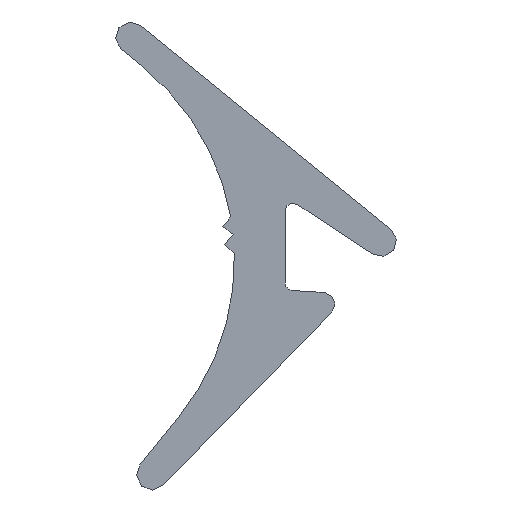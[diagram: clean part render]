
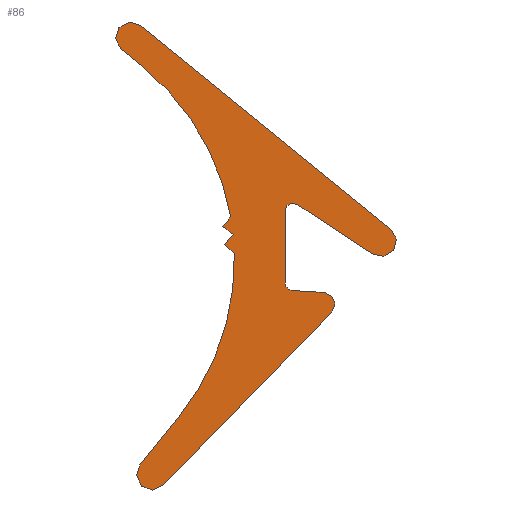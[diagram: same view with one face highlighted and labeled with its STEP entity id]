
A CAD part, left-side view. The second image highlights one B-rep face of the part: STEP entity #86.
In plain terms, the highlighted planar face has unit normal (-1, 0, 0).
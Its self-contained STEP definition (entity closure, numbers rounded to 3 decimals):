
#86=ADVANCED_FACE('',(#166),#167,.T.);
#166=FACE_OUTER_BOUND('',#237,.T.);
#167=PLANE('',#238);
#237=EDGE_LOOP('',(#417,#418,#419,#420,#421,#422,#423,#424,#425,#426,#427,#428,#429,#430,#431,#432,#433,#434,#435));
#238=AXIS2_PLACEMENT_3D('',#436,#437,#438);
#417=ORIENTED_EDGE('',*,*,#515,.T.);
#418=ORIENTED_EDGE('',*,*,#443,.T.);
#419=ORIENTED_EDGE('',*,*,#448,.F.);
#420=ORIENTED_EDGE('',*,*,#452,.T.);
#421=ORIENTED_EDGE('',*,*,#456,.T.);
#422=ORIENTED_EDGE('',*,*,#460,.T.);
#423=ORIENTED_EDGE('',*,*,#464,.T.);
#424=ORIENTED_EDGE('',*,*,#468,.F.);
#425=ORIENTED_EDGE('',*,*,#472,.T.);
#426=ORIENTED_EDGE('',*,*,#476,.T.);
#427=ORIENTED_EDGE('',*,*,#480,.T.);
#428=ORIENTED_EDGE('',*,*,#484,.T.);
#429=ORIENTED_EDGE('',*,*,#488,.T.);
#430=ORIENTED_EDGE('',*,*,#492,.F.);
#431=ORIENTED_EDGE('',*,*,#496,.T.);
#432=ORIENTED_EDGE('',*,*,#500,.F.);
#433=ORIENTED_EDGE('',*,*,#504,.T.);
#434=ORIENTED_EDGE('',*,*,#508,.T.);
#435=ORIENTED_EDGE('',*,*,#512,.T.);
#436=CARTESIAN_POINT('',(0.0,-2.948,-1.059));
#437=DIRECTION('',(-1.0,0.0,0.0));
#438=DIRECTION('',(0.0,-1.0,0.0));
#443=EDGE_CURVE('',#525,#523,#526,.T.);
#448=EDGE_CURVE('',#531,#523,#533,.T.);
#452=EDGE_CURVE('',#531,#537,#539,.T.);
#456=EDGE_CURVE('',#537,#543,#545,.T.);
#460=EDGE_CURVE('',#543,#549,#551,.T.);
#464=EDGE_CURVE('',#549,#555,#557,.T.);
#468=EDGE_CURVE('',#561,#555,#563,.T.);
#472=EDGE_CURVE('',#561,#567,#569,.T.);
#476=EDGE_CURVE('',#567,#573,#575,.T.);
#480=EDGE_CURVE('',#573,#579,#581,.T.);
#484=EDGE_CURVE('',#579,#585,#587,.T.);
#488=EDGE_CURVE('',#585,#591,#593,.T.);
#492=EDGE_CURVE('',#597,#591,#599,.T.);
#496=EDGE_CURVE('',#597,#603,#605,.T.);
#500=EDGE_CURVE('',#609,#603,#611,.T.);
#504=EDGE_CURVE('',#609,#615,#617,.T.);
#508=EDGE_CURVE('',#615,#621,#623,.T.);
#512=EDGE_CURVE('',#621,#627,#629,.T.);
#515=EDGE_CURVE('',#627,#525,#632,.T.);
#523=VERTEX_POINT('',#641);
#525=VERTEX_POINT('',#644);
#526=LINE('',#645,#646);
#531=VERTEX_POINT('',#652);
#533=CIRCLE('',#655,6.5);
#537=VERTEX_POINT('',#660);
#539=LINE('',#663,#664);
#543=VERTEX_POINT('',#669);
#545=LINE('',#672,#673);
#549=VERTEX_POINT('',#678);
#551=LINE('',#681,#682);
#555=VERTEX_POINT('',#687);
#557=LINE('',#690,#691);
#561=VERTEX_POINT('',#695);
#563=CIRCLE('',#698,6.5);
#567=VERTEX_POINT('',#703);
#569=LINE('',#706,#707);
#573=VERTEX_POINT('',#711);
#575=CIRCLE('',#714,0.4);
#579=VERTEX_POINT('',#719);
#581=LINE('',#722,#723);
#585=VERTEX_POINT('',#727);
#587=CIRCLE('',#730,0.3);
#591=VERTEX_POINT('',#735);
#593=LINE('',#738,#739);
#597=VERTEX_POINT('',#743);
#599=CIRCLE('',#746,0.2);
#603=VERTEX_POINT('',#751);
#605=LINE('',#754,#755);
#609=VERTEX_POINT('',#759);
#611=CIRCLE('',#762,0.2);
#615=VERTEX_POINT('',#767);
#617=LINE('',#770,#771);
#621=VERTEX_POINT('',#775);
#623=CIRCLE('',#778,0.4);
#627=VERTEX_POINT('',#783);
#629=LINE('',#786,#787);
#632=CIRCLE('',#790,0.4);
#641=CARTESIAN_POINT('',(0.0,-0.338,3.681));
#644=CARTESIAN_POINT('',(0.0,0.214,4.13));
#645=CARTESIAN_POINT('',(0.0,0.214,4.13));
#646=VECTOR('',#796,1.0);
#652=CARTESIAN_POINT('',(0.0,-2.635,-0.235));
#655=AXIS2_PLACEMENT_3D('',#802,#803,#804);
#660=CARTESIAN_POINT('',(0.0,-2.434,-0.475));
#663=CARTESIAN_POINT('',(0.0,-2.635,-0.235));
#664=VECTOR('',#807,1.0);
#669=CARTESIAN_POINT('',(0.0,-2.7,-0.698));
#672=CARTESIAN_POINT('',(0.0,-2.434,-0.475));
#673=VECTOR('',#810,1.0);
#678=CARTESIAN_POINT('',(0.0,-2.477,-0.963));
#681=CARTESIAN_POINT('',(0.0,-2.7,-0.698));
#682=VECTOR('',#813,1.0);
#687=CARTESIAN_POINT('',(0.0,-2.731,-1.176));
#690=CARTESIAN_POINT('',(0.0,-2.477,-0.963));
#691=VECTOR('',#816,1.0);
#695=CARTESIAN_POINT('',(0.0,-1.273,-5.464));
#698=AXIS2_PLACEMENT_3D('',#821,#822,#823);
#703=CARTESIAN_POINT('',(0.0,-0.276,-6.689));
#706=CARTESIAN_POINT('',(0.0,-1.273,-5.464));
#707=VECTOR('',#826,1.0);
#711=CARTESIAN_POINT('',(0.0,-0.873,-7.22));
#714=AXIS2_PLACEMENT_3D('',#831,#832,#833);
#719=CARTESIAN_POINT('',(0.0,-5.266,-2.709));
#722=CARTESIAN_POINT('',(0.0,-0.873,-7.22));
#723=VECTOR('',#836,1.0);
#727=CARTESIAN_POINT('',(0.0,-5.069,-2.2));
#730=AXIS2_PLACEMENT_3D('',#841,#842,#843);
#735=CARTESIAN_POINT('',(0.0,-4.238,-2.149));
#738=CARTESIAN_POINT('',(0.0,-5.069,-2.2));
#739=VECTOR('',#846,1.0);
#743=CARTESIAN_POINT('',(0.0,-4.05,-1.949));
#746=AXIS2_PLACEMENT_3D('',#851,#852,#853);
#751=CARTESIAN_POINT('',(0.0,-4.05,-0.073));
#754=CARTESIAN_POINT('',(0.0,-4.05,-1.949));
#755=VECTOR('',#856,1.0);
#759=CARTESIAN_POINT('',(0.0,-4.36,0.094));
#762=AXIS2_PLACEMENT_3D('',#861,#862,#863);
#767=CARTESIAN_POINT('',(0.0,-6.334,-1.199));
#770=CARTESIAN_POINT('',(0.0,-4.36,0.094));
#771=VECTOR('',#866,1.0);
#775=CARTESIAN_POINT('',(0.0,-6.806,-0.554));
#778=AXIS2_PLACEMENT_3D('',#871,#872,#873);
#783=CARTESIAN_POINT('',(0.0,-0.291,4.75));
#786=CARTESIAN_POINT('',(0.0,-6.806,-0.554));
#787=VECTOR('',#876,1.0);
#790=AXIS2_PLACEMENT_3D('',#880,#881,#882);
#796=DIRECTION('',(0.0,-0.775,-0.631));
#802=CARTESIAN_POINT('',(0.0,3.767,-1.359));
#803=DIRECTION('',(-1.0,0.0,0.0));
#804=DIRECTION('',(0.0,-0.985,0.173));
#807=DIRECTION('',(-0.0,0.643,-0.766));
#810=DIRECTION('',(0.0,-0.766,-0.643));
#813=DIRECTION('',(-0.0,0.643,-0.766));
#816=DIRECTION('',(0.0,-0.766,-0.643));
#821=CARTESIAN_POINT('',(0.0,3.767,-1.359));
#822=DIRECTION('',(-1.0,-0.0,0.0));
#823=DIRECTION('',(0.0,-0.775,-0.631));
#826=DIRECTION('',(-0.0,0.631,-0.775));
#831=CARTESIAN_POINT('',(0.0,-0.586,-6.941));
#832=DIRECTION('',(-1.0,0.0,0.0));
#833=DIRECTION('',(0.0,0.775,0.631));
#836=DIRECTION('',(0.0,-0.698,0.716));
#841=CARTESIAN_POINT('',(0.0,-5.051,-2.499));
#842=DIRECTION('',(-1.0,-0.0,0.0));
#843=DIRECTION('',(0.0,-0.717,-0.697));
#846=DIRECTION('',(0.0,0.998,0.061));
#851=CARTESIAN_POINT('',(0.0,-4.25,-1.949));
#852=DIRECTION('',(-1.0,0.0,0.0));
#853=DIRECTION('',(0.0,1.,0.));
#856=DIRECTION('',(0.0,0.0,1.0));
#861=CARTESIAN_POINT('',(0.0,-4.25,-0.073));
#862=DIRECTION('',(-1.0,0.0,0.0));
#863=DIRECTION('',(0.0,-0.548,0.837));
#866=DIRECTION('',(0.0,-0.837,-0.548));
#871=CARTESIAN_POINT('',(0.0,-6.553,-0.864));
#872=DIRECTION('',(-1.0,0.0,0.0));
#873=DIRECTION('',(0.0,0.548,-0.837));
#876=DIRECTION('',(0.0,0.775,0.631));
#880=CARTESIAN_POINT('',(0.0,-0.039,4.44));
#881=DIRECTION('',(-1.0,0.0,0.0));
#882=DIRECTION('',(0.0,-0.631,0.775));
